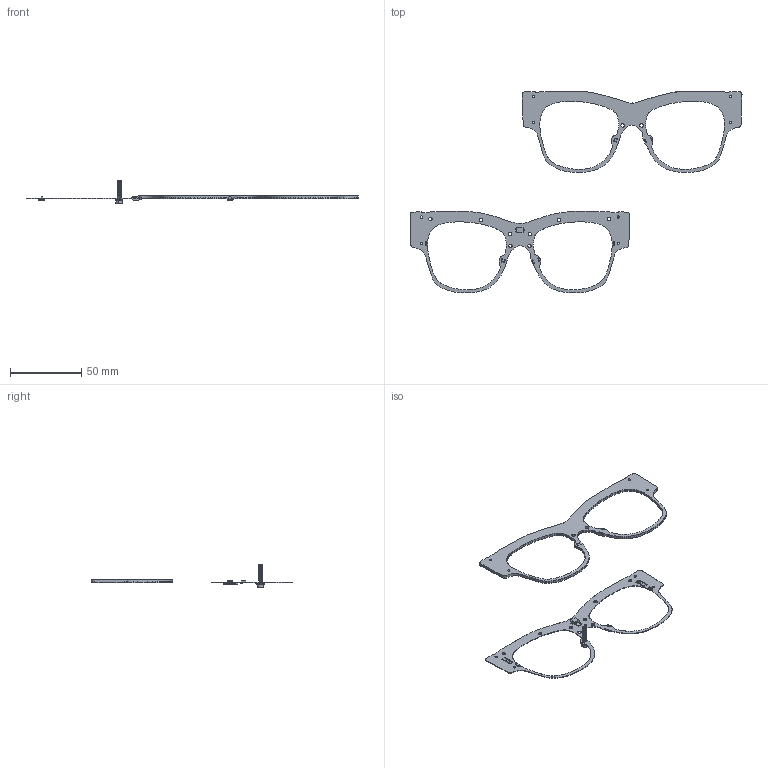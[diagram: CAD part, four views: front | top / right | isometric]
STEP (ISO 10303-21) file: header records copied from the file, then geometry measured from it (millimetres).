
FILE_DESCRIPTION(('Open CASCADE Model'),'2;1');
FILE_NAME('Open CASCADE Shape Model','2019-07-18T22:58:39',('Author'),( 'Open CASCADE'),'Open CASCADE STEP processor 6.8','Open CASCADE 6.8' ,'Unknown');
FILE_SCHEMA(('AUTOMOTIVE_DESIGN { 1 0 10303 214 1 1 1 1 }'));
Length unit declared in the file: millimetre
Products named in the file (45): PCB; Board; Open CASCADE STEP translator 6.8 8.1.1; Open CASCADE STEP translator 6.8 8.1.1.1; R10; 0402_RESISTOR; R5; R1; 7080609328; term1; term2; body; LED2; 6069939600; Body; ('pin',_'1'); ('pin',_'2'); ('pin',_'3'); ('pin',_'4'); LED1; 7119410560; C3; C2; 0402_CAPACITOR; C1; IC1; 7129576400; ThermalPin; PinsArrayLR; PinsArrayTB; FPC_MCU; molex5022502391; FPC_PWR; U3; ZTR-135SR; D1; VBPW34S--3DModel-STEP-56544; Free-Models; revised_front
Assembly tree (48 placements, depth 4):
  PCB
    Board
      Open CASCADE STEP translator 6.8 8.1.1
        Open CASCADE STEP translator 6.8 8.1.1.1
    R10
      0402_RESISTOR
    R5
      0402_RESISTOR
    R1
      7080609328
        term1
        term2
        body
    LED2
      6069939600
        Body
        ('pin',_'1')
        ('pin',_'2')
        ('pin',_'3')
        ('pin',_'4')
    LED1
      7119410560
        Body
        ('pin',_'1')
        ('pin',_'2')
        ('pin',_'3')
        ('pin',_'4')
    C3
      0402_RESISTOR
    C2
      0402_CAPACITOR
    C1
      0402_CAPACITOR
    IC1
      7129576400
        Body
        ThermalPin
        PinsArrayLR
        PinsArrayTB
    FPC_MCU
      molex5022502391
    FPC_PWR
      molex5022502391
    U3
      ZTR-135SR
    D1
      VBPW34S--3DModel-STEP-56544
    Free-Models
      revised_front
Bounding box: 232.52 x 141.41 x 16.26 mm (x, y, z)
Volume: 5897 mm3; surface area: 12281.8 mm2
Topology: 66 solids, 66 shells, 3575 faces, 10582 edges, 7030 vertices
Faces by surface type: plane 3134, cylinder 413, bspline 16, cone 8, torus 4
Full cylindrical faces by diameter (mm): 0.302 x4, 0.5 x1, 0.7 x4, 1.6 x8, 2.4 x10
Entity records: 85125 total; most frequent: CARTESIAN_POINT 15636, ORIENTED_EDGE 14724, DIRECTION 13100, EDGE_CURVE 7362, LINE 6684, VECTOR 6684, VERTEX_POINT 4892, AXIS2_PLACEMENT_3D 3208
